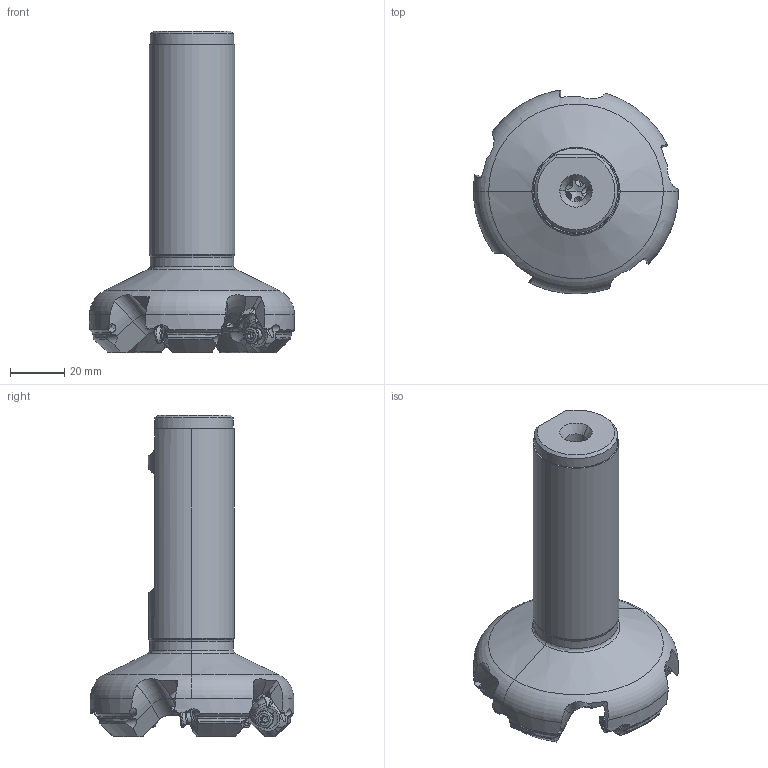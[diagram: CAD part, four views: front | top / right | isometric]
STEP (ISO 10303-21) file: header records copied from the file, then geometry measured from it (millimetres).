
FILE_DESCRIPTION(/* description */ (''),/* implementation_level */ '2;1');
FILE_NAME(/* name */ 'WSX445UR4005FA20M.stp',/* time_stamp */ '2025-07-03T15:45:18+09:00',/* author */ (''),/* organization */ (''),/* preprocessor_version */ 'ST-DEVELOPER v18.101',/* originating_system */ 'SIEMENS PLM Software NX 2011',/* authorisation */ '');
FILE_SCHEMA (('AUTOMOTIVE_DESIGN { 1 0 10303 214 3 1 1 1 }'));
Length unit declared in the file: millimetre
Products named in the file (1): WSX445UR4005FA20M_ASM
Bounding box: 75.79 x 75.35 x 118.9 mm (x, y, z)
Volume: 138429.1 mm3; surface area: 28166.5 mm2
Topology: 6 solids, 6 shells, 757 faces, 2099 edges, 1339 vertices
Faces by surface type: cylinder 289, torus 171, plane 164, cone 48, bspline 40, sphere 25, extrusion 20
Entity records: 31550 total; most frequent: CARTESIAN_POINT 13791, ORIENTED_EDGE 4156, DIRECTION 3049, EDGE_CURVE 2078, VERTEX_POINT 1331, AXIS2_PLACEMENT_3D 1259, B_SPLINE_CURVE_WITH_KNOTS 1053, EDGE_LOOP 775
